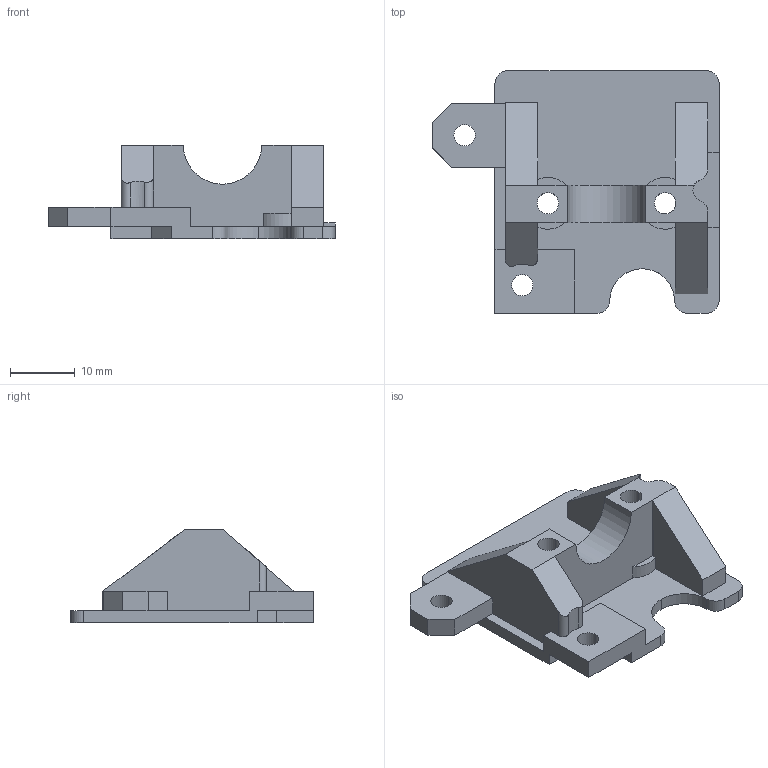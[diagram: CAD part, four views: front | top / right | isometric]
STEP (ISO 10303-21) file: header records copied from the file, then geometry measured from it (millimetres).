
FILE_DESCRIPTION (( 'STEP AP214' ), '1' );
FILE_NAME ('V6_adapter_down.STEP', '2025-02-20T10:52:02', ( '' ), ( '' ), 'SwSTEP 2.0', 'SolidWorks 2024', '' );
FILE_SCHEMA (( 'AUTOMOTIVE_DESIGN' ));
Length unit declared in the file: millimetre
Products named in the file (1): V6_adapter_down
Bounding box: 44.22 x 37.5 x 14.5 mm (x, y, z)
Volume: 5779.8 mm3; surface area: 4937.6 mm2
Topology: 1 solids, 1 shells, 96 faces, 287 edges, 188 vertices
Faces by surface type: plane 68, cylinder 28
Entity records: 3256 total; most frequent: CARTESIAN_POINT 587, ORIENTED_EDGE 574, DIRECTION 530, EDGE_CURVE 287, LINE 228, VECTOR 228, VERTEX_POINT 188, AXIS2_PLACEMENT_3D 151
